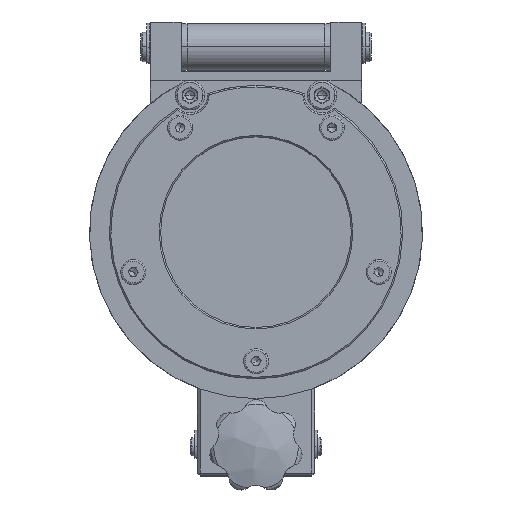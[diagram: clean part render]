
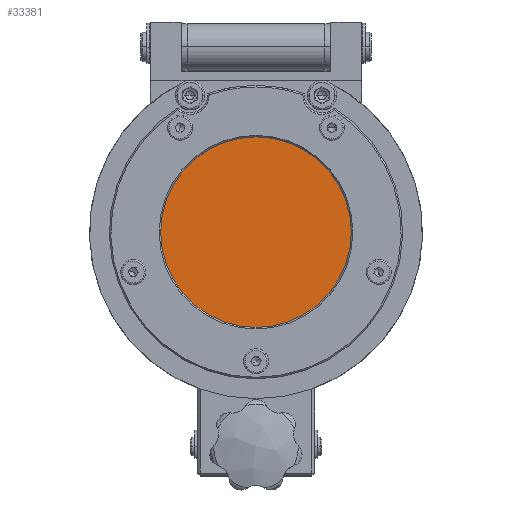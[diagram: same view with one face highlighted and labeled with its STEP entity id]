
A CAD part, top view. The second image highlights one B-rep face of the part: STEP entity #33381.
In plain terms, the highlighted planar face has unit normal (0, 0, 1).
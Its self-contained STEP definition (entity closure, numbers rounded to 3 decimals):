
#3313 = CARTESIAN_POINT ( 'NONE',  ( 0., -32.75, 26.5 ) ) ;
#6908 = ORIENTED_EDGE ( 'NONE', *, *, #9835, .T. ) ;
#7618 = FACE_OUTER_BOUND ( 'NONE', #31599, .T. ) ;
#9835 = EDGE_CURVE ( 'NONE', #17181, #30640, #10692, .T. ) ;
#10217 = PLANE ( 'NONE',  #34967 ) ;
#10490 = CARTESIAN_POINT ( 'NONE',  ( 0., 32.75, 26.5 ) ) ;
#10618 = EDGE_CURVE ( 'NONE', #30640, #17181, #36176, .T. ) ;
#10692 = CIRCLE ( 'NONE', #31123, 32.75 ) ;
#14081 = DIRECTION ( 'NONE',  ( 0., -1., 0. ) ) ;
#15556 = DIRECTION ( 'NONE',  ( 0., 0., -1. ) ) ;
#16908 = CARTESIAN_POINT ( 'NONE',  ( 0., 0., 26.5 ) ) ;
#17181 = VERTEX_POINT ( 'NONE', #10490 ) ;
#19033 = ORIENTED_EDGE ( 'NONE', *, *, #10618, .T. ) ;
#19711 = CARTESIAN_POINT ( 'NONE',  ( 0., 0., 26.5 ) ) ;
#25906 = DIRECTION ( 'NONE',  ( 0., 0., 1. ) ) ;
#28216 = DIRECTION ( 'NONE',  ( 0., -1., 0. ) ) ;
#30640 = VERTEX_POINT ( 'NONE', #3313 ) ;
#31123 = AXIS2_PLACEMENT_3D ( 'NONE', #16908, #33800, #14081 ) ;
#31599 = EDGE_LOOP ( 'NONE', ( #19033, #6908 ) ) ;
#31759 = AXIS2_PLACEMENT_3D ( 'NONE', #19711, #25906, #28216 ) ;
#32433 = DIRECTION ( 'NONE',  ( 0., 1., 0. ) ) ;
#33381 = ADVANCED_FACE ( 'NONE', ( #7618 ), #10217, .F. ) ;
#33800 = DIRECTION ( 'NONE',  ( 0., 0., 1. ) ) ;
#34967 = AXIS2_PLACEMENT_3D ( 'NONE', #35250, #15556, #32433 ) ;
#35250 = CARTESIAN_POINT ( 'NONE',  ( 0., -37.928, 26.5 ) ) ;
#36176 = CIRCLE ( 'NONE', #31759, 32.75 ) ;
